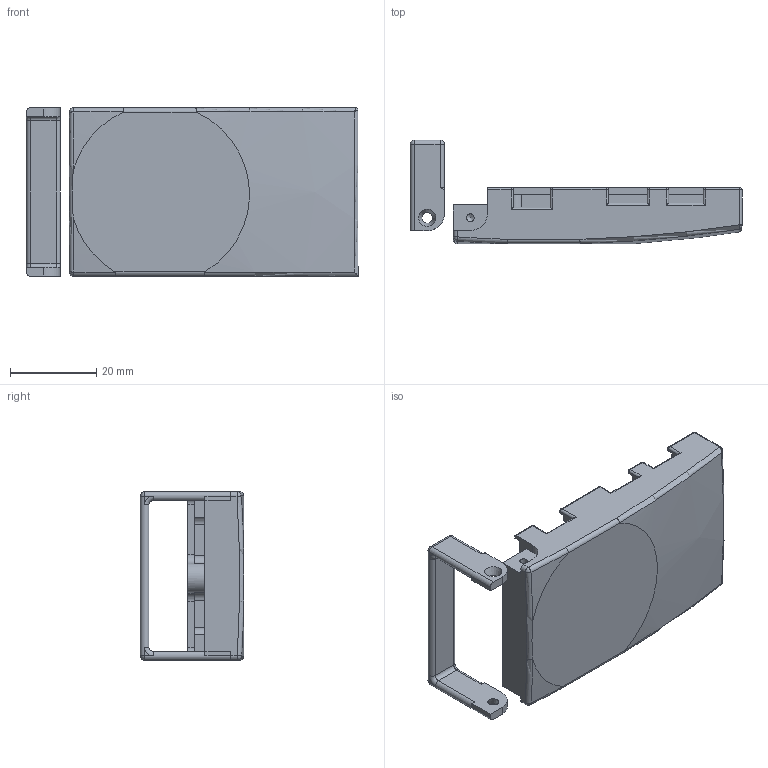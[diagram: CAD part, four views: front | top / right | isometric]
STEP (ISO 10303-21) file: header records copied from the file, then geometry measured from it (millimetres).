
FILE_DESCRIPTION(/* description */ (''),/* implementation_level */ '2;1');
FILE_NAME(/* name */ 'Vibrator belt buckle 2 v21 v10.step',/* time_stamp */ '2016-06-19T16:58:42+08:00',/* author */ (''),/* organization */ (''),/* preprocessor_version */ 'ST-DEVELOPER v16.5',/* originating_system */ 'Autodesk Translation Framework v5.0.0.3310',/* authorisation */ '');
FILE_SCHEMA (('AUTOMOTIVE_DESIGN { 1 0 10303 214 3 1 1 }'));
Length unit declared in the file: centimetre
Products named in the file (1): Vibrator belt buckle 2 v21 v10
Bounding box: 77 x 24 x 39 mm (x, y, z)
Volume: 13198.5 mm3; surface area: 10680 mm2
Topology: 2 solids, 2 shells, 198 faces, 480 edges, 286 vertices
Faces by surface type: cylinder 75, plane 70, sphere 26, torus 15, cone 8, bspline 4
Full cylindrical faces by diameter (mm): 1.769 x6, 2.671 x3
Entity records: 5770 total; most frequent: CARTESIAN_POINT 1131, DIRECTION 1040, ORIENTED_EDGE 906, EDGE_CURVE 453, AXIS2_PLACEMENT_3D 401, VERTEX_POINT 279, LINE 238, VECTOR 238
